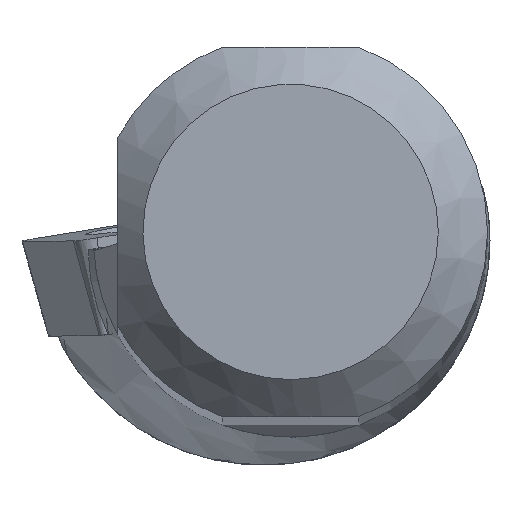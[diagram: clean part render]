
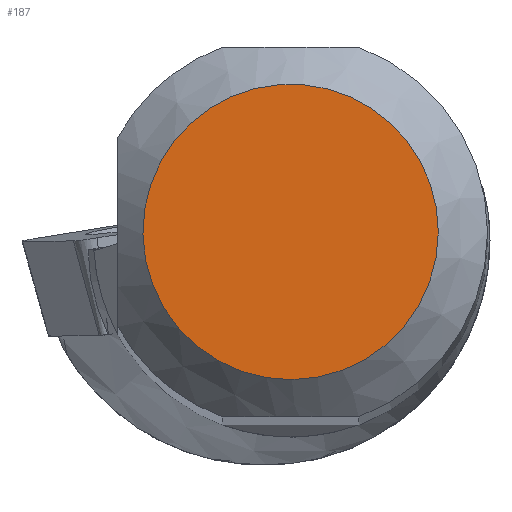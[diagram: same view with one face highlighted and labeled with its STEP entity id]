
A CAD part, top view. The second image highlights one B-rep face of the part: STEP entity #187.
In plain terms, the highlighted planar face has unit normal (0, 0, 1).
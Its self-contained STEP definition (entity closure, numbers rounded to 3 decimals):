
#147=FACE_OUTER_BOUND('',#369,.T.);
#187=ADVANCED_FACE('',(#147),#217,.T.);
#217=PLANE('',#968);
#369=EDGE_LOOP('',(#518));
#518=ORIENTED_EDGE('',*,*,#766,.T.);
#673=VERTEX_POINT('',#1600);
#766=EDGE_CURVE('',#673,#673,#816,.T.);
#816=CIRCLE('',#967,5.993);
#967=AXIS2_PLACEMENT_3D('',#1599,#1152,#1153);
#968=AXIS2_PLACEMENT_3D('',#1601,#1154,#1155);
#1152=DIRECTION('',(0.,0.,1.));
#1153=DIRECTION('',(1.,0.,0.));
#1154=DIRECTION('',(0.,0.,1.));
#1155=DIRECTION('',(1.,0.,0.));
#1599=CARTESIAN_POINT('',(0.,0.,0.));
#1600=CARTESIAN_POINT('',(5.993,0.,0.));
#1601=CARTESIAN_POINT('',(0.,0.,
0.));
